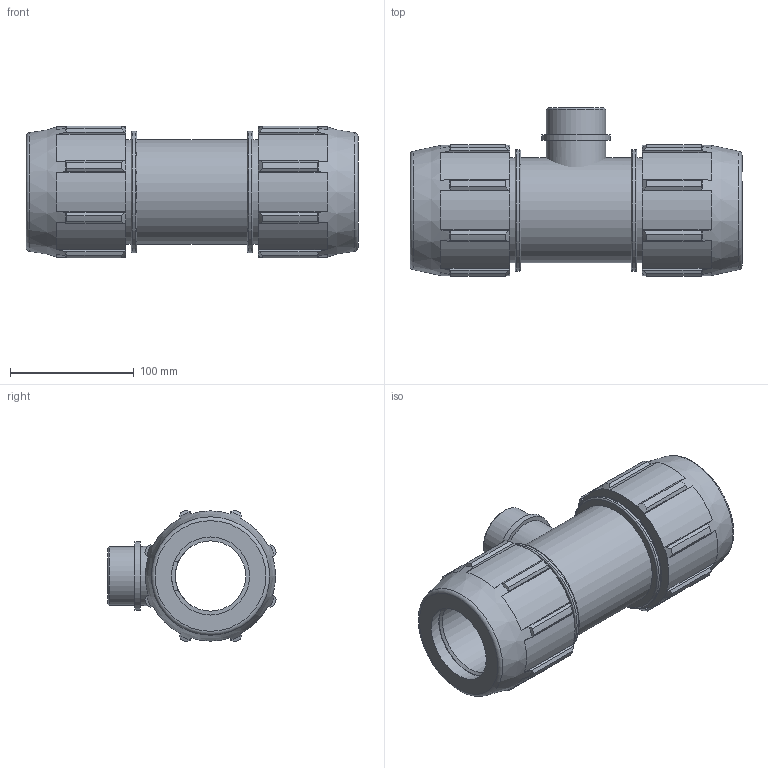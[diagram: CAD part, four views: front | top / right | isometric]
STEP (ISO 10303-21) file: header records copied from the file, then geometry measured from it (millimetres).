
FILE_DESCRIPTION(/* description */ ('PLASSON TEE WITH THREADED MALE OFFTAKE 63-1.1/2"-63'),/* implementation_level */ '2;1');
FILE_NAME(/* name */ '078400063015_188400063015_0784060630150A.ipt.stp',/* time_stamp */ '2017-06-06T17:17:28+03:00',/* author */ ('Кирилл'),/* organization */ (''),/* preprocessor_version */ 'ST-DEVELOPER v15.6',/* originating_system */ 'Autodesk Inventor 2015',/* authorisation */ '');
FILE_SCHEMA (('AUTOMOTIVE_DESIGN { 1 0 10303 214 3 1 1 }'));
Length unit declared in the file: millimetre
Products named in the file (1): 078400063015_188400063015_0784060630150A
Bounding box: 268 x 136.16 x 106.32 mm (x, y, z)
Volume: 1225456.4 mm3; surface area: 179394.3 mm2
Topology: 2 solids, 2 shells, 174 faces, 473 edges, 313 vertices
Faces by surface type: plane 81, cylinder 48, cone 39, torus 6
Full cylindrical faces by diameter (mm): 33.462 x2, 47.803 x2, 54.973 x1, 56.7 x1, 63 x2, 84.75 x3, 98.31 x2
Entity records: 5671 total; most frequent: CARTESIAN_POINT 1301, ORIENTED_EDGE 874, DIRECTION 852, EDGE_CURVE 437, AXIS2_PLACEMENT_3D 312, VERTEX_POINT 305, LINE 228, VECTOR 228
